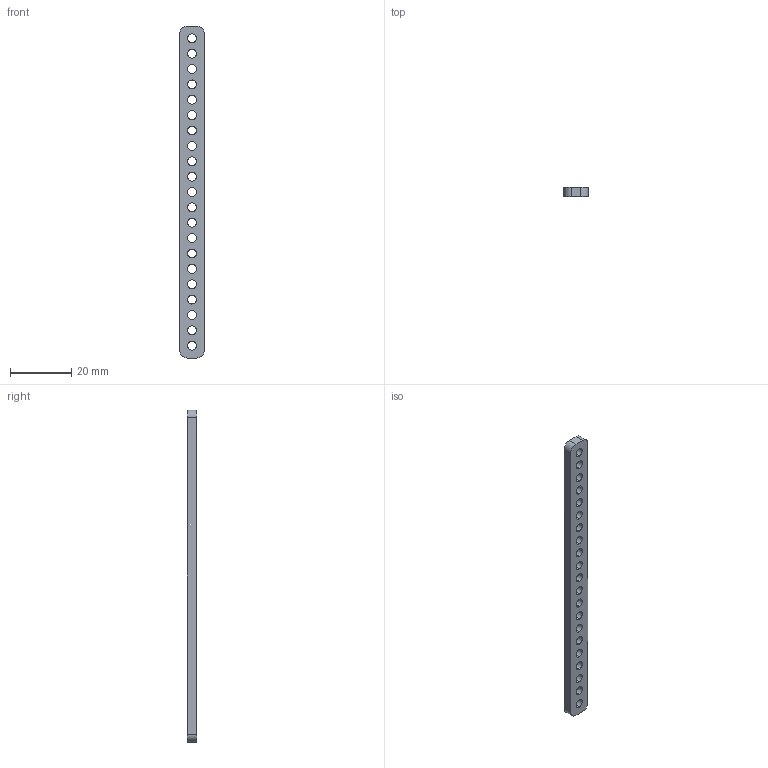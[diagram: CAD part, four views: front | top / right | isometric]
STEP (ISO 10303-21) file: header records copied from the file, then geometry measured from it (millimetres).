
FILE_DESCRIPTION (( 'STEP AP214' ), '1' );
FILE_NAME ('stick[21][100][108].STEP', '2024-02-16T11:48:22', ( '' ), ( '' ), 'SwSTEP 2.0', 'SolidWorks 2023', '' );
FILE_SCHEMA (( 'AUTOMOTIVE_DESIGN' ));
Length unit declared in the file: millimetre
Products named in the file (1): stick[21][100][108]
Bounding box: 8 x 3 x 108 mm (x, y, z)
Volume: 2159.8 mm3; surface area: 2696.9 mm2
Topology: 1 solids, 1 shells, 52 faces, 150 edges, 100 vertices
Faces by surface type: cylinder 46, plane 6
Entity records: 1873 total; most frequent: DIRECTION 348, CARTESIAN_POINT 303, ORIENTED_EDGE 300, EDGE_CURVE 150, AXIS2_PLACEMENT_3D 145, VERTEX_POINT 100, EDGE_LOOP 94, CIRCLE 92
